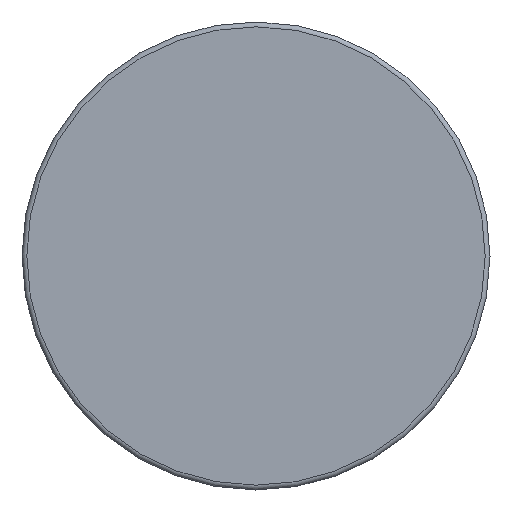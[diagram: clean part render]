
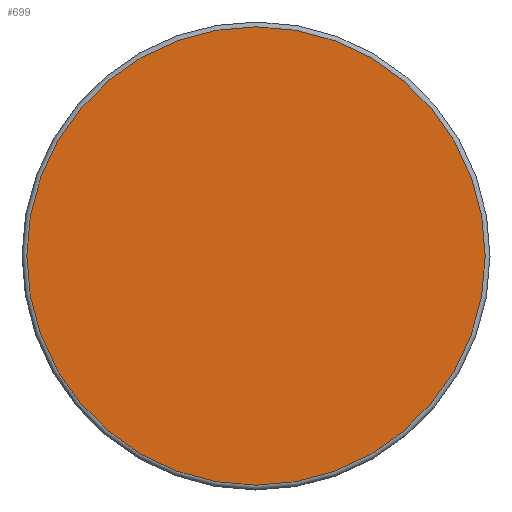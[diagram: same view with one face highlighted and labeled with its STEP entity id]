
A CAD part, front view. The second image highlights one B-rep face of the part: STEP entity #699.
In plain terms, the highlighted planar face has unit normal (0, -1, 0).
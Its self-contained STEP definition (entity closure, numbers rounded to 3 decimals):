
#107=FACE_OUTER_BOUND('',#148,.T.);
#148=EDGE_LOOP('',(#446,#447));
#199=CIRCLE('',#771,14.212);
#200=CIRCLE('',#772,14.212);
#264=VERTEX_POINT('',#1118);
#265=VERTEX_POINT('',#1119);
#337=EDGE_CURVE('',#264,#265,#199,.T.);
#338=EDGE_CURVE('',#265,#264,#200,.T.);
#446=ORIENTED_EDGE('',*,*,#337,.F.);
#447=ORIENTED_EDGE('',*,*,#338,.F.);
#645=PLANE('',#770);
#699=ADVANCED_FACE('',(#107),#645,.T.);
#770=AXIS2_PLACEMENT_3D('',#1117,#892,#893);
#771=AXIS2_PLACEMENT_3D('',#1120,#894,#895);
#772=AXIS2_PLACEMENT_3D('',#1121,#896,#897);
#892=DIRECTION('center_axis',(0.,-1.,0.));
#893=DIRECTION('ref_axis',(0.339,0.,-0.941));
#894=DIRECTION('center_axis',(0.,1.,0.));
#895=DIRECTION('ref_axis',(-0.941,0.,-0.339));
#896=DIRECTION('center_axis',(0.,1.,0.));
#897=DIRECTION('ref_axis',(-0.941,0.,-0.339));
#1117=CARTESIAN_POINT('Origin',(-6.685,-37.,-2.408));
#1118=CARTESIAN_POINT('',(-13.371,-37.,-4.817));
#1119=CARTESIAN_POINT('',(4.817,-37.,-13.371));
#1120=CARTESIAN_POINT('Origin',(0.,-37.,0.));
#1121=CARTESIAN_POINT('Origin',(0.,-37.,0.));
